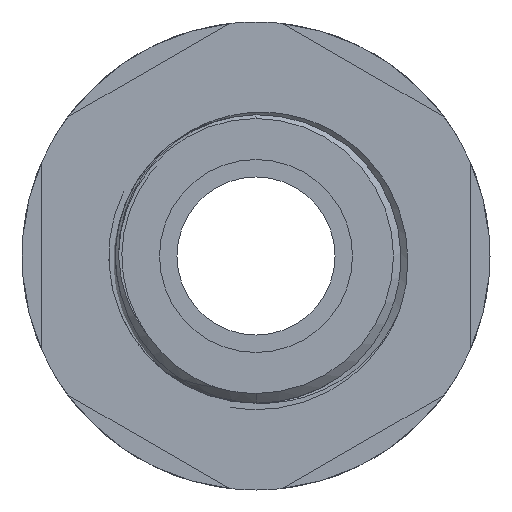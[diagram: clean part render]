
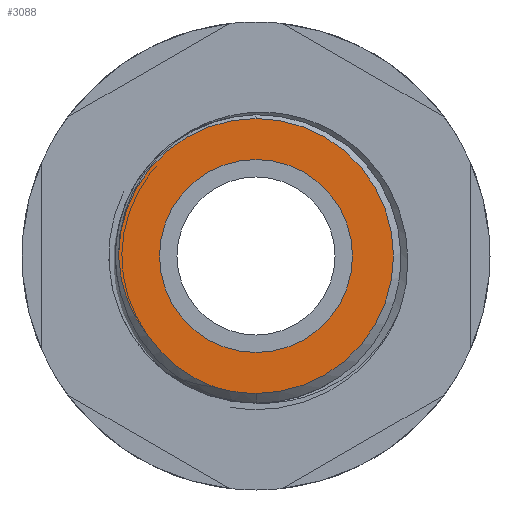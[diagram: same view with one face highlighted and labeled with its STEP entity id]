
A CAD part, front view. The second image highlights one B-rep face of the part: STEP entity #3088.
In plain terms, the highlighted planar face has unit normal (0, -1, 0).
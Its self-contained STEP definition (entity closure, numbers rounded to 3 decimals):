
#35 = AXIS2_PLACEMENT_3D ( 'NONE', #4148, #11620, #5257 ) ;
#604 = CARTESIAN_POINT ( 'NONE',  ( -5.107, -8., -4.667 ) ) ;
#777 = CIRCLE ( 'NONE', #5782, 7.05 ) ;
#906 = VERTEX_POINT ( 'NONE', #3883 ) ;
#997 = ORIENTED_EDGE ( 'NONE', *, *, #1480, .T. ) ;
#1376 = DIRECTION ( 'NONE',  ( 0., -1., 0. ) ) ;
#1465 = CARTESIAN_POINT ( 'NONE',  ( -2.089, -8., -6.734 ) ) ;
#1480 = EDGE_CURVE ( 'NONE', #5118, #2306, #3878, .T. ) ;
#1723 = CARTESIAN_POINT ( 'NONE',  ( -4.321, -8., -5.455 ) ) ;
#1815 = EDGE_LOOP ( 'NONE', ( #3544, #4589 ) ) ;
#1844 = EDGE_CURVE ( 'NONE', #906, #5118, #777, .T. ) ;
#2030 = CIRCLE ( 'NONE', #5157, 7.05 ) ;
#2306 = VERTEX_POINT ( 'NONE', #7188 ) ;
#2779 = CARTESIAN_POINT ( 'NONE',  ( -3.426, -8., -6.107 ) ) ;
#3088 = ADVANCED_FACE ( 'NONE', ( #4128, #11956 ), #5071, .F. ) ;
#3198 = CARTESIAN_POINT ( 'NONE',  ( -5.547, -8., -4.069 ) ) ;
#3284 = CARTESIAN_POINT ( 'NONE',  ( -6.008, -8., -3.49 ) ) ;
#3543 = CARTESIAN_POINT ( 'NONE',  ( -6.367, -8., -2.852 ) ) ;
#3544 = ORIENTED_EDGE ( 'NONE', *, *, #9143, .F. ) ;
#3698 = CARTESIAN_POINT ( 'NONE',  ( -7.05, -8., -0.012 ) ) ;
#3705 = DIRECTION ( 'NONE',  ( 0., -1., 0. ) ) ;
#3856 = CARTESIAN_POINT ( 'NONE',  ( -2.438, -8., -6.61 ) ) ;
#3878 = B_SPLINE_CURVE_WITH_KNOTS ( 'NONE', 3,
 ( #3698, #3941, #3900, #3543, #3284, #3198 ),
 .UNSPECIFIED., .F., .F.,
 ( 4, 2, 4 ),
 ( 0.009, 0.012, 0.014 ),
 .UNSPECIFIED. ) ;
#3883 = CARTESIAN_POINT ( 'NONE',  ( 0., -8., 7.05 ) ) ;
#3900 = CARTESIAN_POINT ( 'NONE',  ( -6.881, -8., -1.464 ) ) ;
#3941 = CARTESIAN_POINT ( 'NONE',  ( -7.022, -8., -0.748 ) ) ;
#4128 = FACE_BOUND ( 'NONE', #1815, .T. ) ;
#4148 = CARTESIAN_POINT ( 'NONE',  ( 0., -8., 0. ) ) ;
#4329 = CARTESIAN_POINT ( 'NONE',  ( 0., -8., 0. ) ) ;
#4465 = ORIENTED_EDGE ( 'NONE', *, *, #9307, .T. ) ;
#4589 = ORIENTED_EDGE ( 'NONE', *, *, #7629, .F. ) ;
#4931 = EDGE_CURVE ( 'NONE', #9354, #5285, #2030, .T. ) ;
#5071 = PLANE ( 'NONE',  #6873 ) ;
#5118 = VERTEX_POINT ( 'NONE', #10396 ) ;
#5120 = DIRECTION ( 'NONE',  ( 0., 1., 0. ) ) ;
#5157 = AXIS2_PLACEMENT_3D ( 'NONE', #10156, #3705, #11224 ) ;
#5257 = DIRECTION ( 'NONE',  ( 0., 0., -1. ) ) ;
#5285 = VERTEX_POINT ( 'NONE', #11739 ) ;
#5368 = CIRCLE ( 'NONE', #35, 4.95 ) ;
#5430 = DIRECTION ( 'NONE',  ( 0., 0., -1. ) ) ;
#5481 = DIRECTION ( 'NONE',  ( 0., 0., 1. ) ) ;
#5524 = DIRECTION ( 'NONE',  ( 0., -1., 0. ) ) ;
#5577 = CARTESIAN_POINT ( 'NONE',  ( 0., -8., 0. ) ) ;
#5782 = AXIS2_PLACEMENT_3D ( 'NONE', #5577, #5524, #5481 ) ;
#6023 = CARTESIAN_POINT ( 'NONE',  ( -5.547, -8., -4.069 ) ) ;
#6873 = AXIS2_PLACEMENT_3D ( 'NONE', #13462, #5120, #12491 ) ;
#6918 = CIRCLE ( 'NONE', #7107, 4.95 ) ;
#7107 = AXIS2_PLACEMENT_3D ( 'NONE', #4329, #11775, #5430 ) ;
#7188 = CARTESIAN_POINT ( 'NONE',  ( -5.547, -8., -4.069 ) ) ;
#7355 = VERTEX_POINT ( 'NONE', #13042 ) ;
#7629 = EDGE_CURVE ( 'NONE', #7355, #13006, #6918, .T. ) ;
#7854 = CARTESIAN_POINT ( 'NONE',  ( 0., -8., 0. ) ) ;
#8178 = CARTESIAN_POINT ( 'NONE',  ( -4.599, -8., -5.204 ) ) ;
#8718 = AXIS2_PLACEMENT_3D ( 'NONE', #7854, #1376, #8900 ) ;
#8758 = ORIENTED_EDGE ( 'NONE', *, *, #11943, .T. ) ;
#8900 = DIRECTION ( 'NONE',  ( 0., 0., 1. ) ) ;
#9143 = EDGE_CURVE ( 'NONE', #13006, #7355, #5368, .T. ) ;
#9243 = CARTESIAN_POINT ( 'NONE',  ( -3.734, -8., -5.906 ) ) ;
#9307 = EDGE_CURVE ( 'NONE', #5285, #906, #10037, .T. ) ;
#9354 = VERTEX_POINT ( 'NONE', #1465 ) ;
#10037 = CIRCLE ( 'NONE', #8718, 7.05 ) ;
#10156 = CARTESIAN_POINT ( 'NONE',  ( 0., -8., 0. ) ) ;
#10308 = CARTESIAN_POINT ( 'NONE',  ( -2.779, -8., -6.458 ) ) ;
#10396 = CARTESIAN_POINT ( 'NONE',  ( -7.05, -8., -0.012 ) ) ;
#10539 = CARTESIAN_POINT ( 'NONE',  ( 0., -8., -4.95 ) ) ;
#11224 = DIRECTION ( 'NONE',  ( 0., 0., 1. ) ) ;
#11248 = EDGE_LOOP ( 'NONE', ( #12142, #4465, #12717, #997, #8758 ) ) ;
#11359 = CARTESIAN_POINT ( 'NONE',  ( -2.089, -8., -6.734 ) ) ;
#11620 = DIRECTION ( 'NONE',  ( 0., -1., 0. ) ) ;
#11739 = CARTESIAN_POINT ( 'NONE',  ( 0., -8., -7.05 ) ) ;
#11775 = DIRECTION ( 'NONE',  ( 0., -1., 0. ) ) ;
#11903 = B_SPLINE_CURVE_WITH_KNOTS ( 'NONE', 3,
 ( #6023, #12307, #604, #8178, #1723, #9243, #2779, #10308, #3856, #11359 ),
 .UNSPECIFIED., .F., .F.,
 ( 4, 2, 2, 2, 4 ),
 ( 0., 0.001, 0.002, 0.003, 0.004 ),
 .UNSPECIFIED. ) ;
#11943 = EDGE_CURVE ( 'NONE', #2306, #9354, #11903, .T. ) ;
#11956 = FACE_OUTER_BOUND ( 'NONE', #11248, .T. ) ;
#12142 = ORIENTED_EDGE ( 'NONE', *, *, #4931, .T. ) ;
#12307 = CARTESIAN_POINT ( 'NONE',  ( -5.339, -8., -4.378 ) ) ;
#12491 = DIRECTION ( 'NONE',  ( 0., 0., 1. ) ) ;
#12717 = ORIENTED_EDGE ( 'NONE', *, *, #1844, .T. ) ;
#13006 = VERTEX_POINT ( 'NONE', #10539 ) ;
#13042 = CARTESIAN_POINT ( 'NONE',  ( 0., -8., 4.95 ) ) ;
#13462 = CARTESIAN_POINT ( 'NONE',  ( 0., -8., 0. ) ) ;
